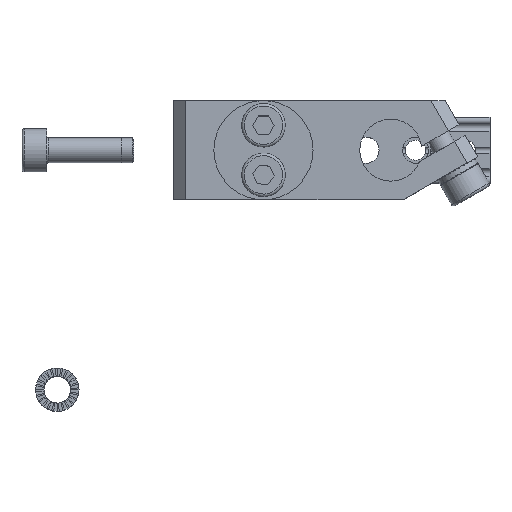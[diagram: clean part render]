
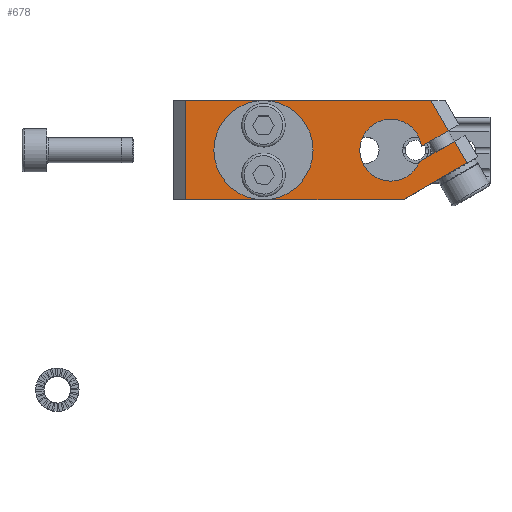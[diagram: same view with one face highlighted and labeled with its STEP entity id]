
A CAD part, top view. The second image highlights one B-rep face of the part: STEP entity #678.
In plain terms, the highlighted planar face has unit normal (0, 0, 1).
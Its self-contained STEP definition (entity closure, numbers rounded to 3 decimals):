
#678 = ADVANCED_FACE( '', ( #1393, #1394 ), #1395, .F. );
#1393 = FACE_BOUND( '', #2129, .T. );
#1394 = FACE_OUTER_BOUND( '', #2130, .T. );
#1395 = PLANE( '', #2131 );
#2129 = EDGE_LOOP( '', ( #4270 ) );
#2130 = EDGE_LOOP( '', ( #4271, #4272, #4273, #4274, #4275, #4276, #4277, #4278, #4279 ) );
#2131 = AXIS2_PLACEMENT_3D( '', #4280, #4281, #4282 );
#4270 = ORIENTED_EDGE( '', *, *, #5078, .F. );
#4271 = ORIENTED_EDGE( '', *, *, #5056, .F. );
#4272 = ORIENTED_EDGE( '', *, *, #5319, .T. );
#4273 = ORIENTED_EDGE( '', *, *, #5475, .F. );
#4274 = ORIENTED_EDGE( '', *, *, #5471, .T. );
#4275 = ORIENTED_EDGE( '', *, *, #5443, .T. );
#4276 = ORIENTED_EDGE( '', *, *, #5429, .F. );
#4277 = ORIENTED_EDGE( '', *, *, #5420, .F. );
#4278 = ORIENTED_EDGE( '', *, *, #5018, .F. );
#4279 = ORIENTED_EDGE( '', *, *, #5360, .T. );
#4280 = CARTESIAN_POINT( '', ( -63., 8., 8. ) );
#4281 = DIRECTION( '', ( 0., 0., -1. ) );
#4282 = DIRECTION( '', ( -1., 0., 0. ) );
#5018 = EDGE_CURVE( '', #6318, #6312, #6320, .T. );
#5056 = EDGE_CURVE( '', #6375, #6377, #6378, .T. );
#5078 = EDGE_CURVE( '', #6410, #6410, #6411, .T. );
#5319 = EDGE_CURVE( '', #6375, #6755, #6757, .T. );
#5360 = EDGE_CURVE( '', #6318, #6377, #6806, .T. );
#5420 = EDGE_CURVE( '', #6312, #6873, #6874, .F. );
#5429 = EDGE_CURVE( '', #6873, #6882, #6885, .T. );
#5443 = EDGE_CURVE( '', #6898, #6882, #6900, .T. );
#5471 = EDGE_CURVE( '', #6928, #6898, #6929, .T. );
#5475 = EDGE_CURVE( '', #6928, #6755, #6934, .T. );
#6312 = VERTEX_POINT( '', #8262 );
#6318 = VERTEX_POINT( '', #8271 );
#6320 = LINE( '', #8274, #8275 );
#6375 = VERTEX_POINT( '', #8354 );
#6377 = VERTEX_POINT( '', #8357 );
#6378 = LINE( '', #8358, #8359 );
#6410 = VERTEX_POINT( '', #8406 );
#6411 = CIRCLE( '', #8407, 6.55 );
#6755 = VERTEX_POINT( '', #8904 );
#6757 = LINE( '', #8907, #8908 );
#6806 = LINE( '', #9008, #9009 );
#6873 = VERTEX_POINT( '', #9099 );
#6874 = CIRCLE( '', #9100, 5. );
#6882 = VERTEX_POINT( '', #9109 );
#6885 = LINE( '', #9114, #9115 );
#6898 = VERTEX_POINT( '', #9132 );
#6900 = LINE( '', #9135, #9136 );
#6928 = VERTEX_POINT( '', #9170 );
#6929 = LINE( '', #9171, #9172 );
#6934 = LINE( '', #9179, #9180 );
#8262 = CARTESIAN_POINT( '', ( 4.959, 0.637, 8. ) );
#8271 = CARTESIAN_POINT( '', ( 9.268, 3.124, 8. ) );
#8274 = CARTESIAN_POINT( '', ( 11., 4.124, 8. ) );
#8275 = VECTOR( '', #9941, 1000. );
#8354 = CARTESIAN_POINT( '', ( -33.1, 8., 8. ) );
#8357 = CARTESIAN_POINT( '', ( 6.453, 8., 8. ) );
#8358 = CARTESIAN_POINT( '', ( -63., 8., 8. ) );
#8359 = VECTOR( '', #9973, 1000. );
#8406 = CARTESIAN_POINT( '', ( -14., 0., 8. ) );
#8407 = AXIS2_PLACEMENT_3D( '', #9992, #9993, #9994 );
#8904 = CARTESIAN_POINT( '', ( -33.1, -8., 8. ) );
#8907 = CARTESIAN_POINT( '', ( -33.1, -8., 8. ) );
#8908 = VECTOR( '', #10332, 1000. );
#9008 = CARTESIAN_POINT( '', ( -10.91, 38.074, 8. ) );
#9009 = VECTOR( '', #10360, 1000. );
#9099 = CARTESIAN_POINT( '', ( 4.643, -1.855, 8. ) );
#9100 = AXIS2_PLACEMENT_3D( '', #10390, #10391, #10392 );
#9109 = CARTESIAN_POINT( '', ( 10.268, 1.392, 8. ) );
#9114 = CARTESIAN_POINT( '', ( 3.34, -2.608, 8. ) );
#9115 = VECTOR( '', #10399, 1000. );
#9132 = CARTESIAN_POINT( '', ( 12.268, -2.072, 8. ) );
#9135 = CARTESIAN_POINT( '', ( -10.91, 38.074, 8. ) );
#9136 = VECTOR( '', #10405, 1000. );
#9170 = CARTESIAN_POINT( '', ( 2., -8., 8. ) );
#9171 = CARTESIAN_POINT( '', ( -39.822, -32.146, 8. ) );
#9172 = VECTOR( '', #10412, 1000. );
#9179 = CARTESIAN_POINT( '', ( 14., -8., 8. ) );
#9180 = VECTOR( '', #10415, 1000. );
#9941 = DIRECTION( '', ( -0.866, -0.5, 0. ) );
#9973 = DIRECTION( '', ( 1., 0., 0. ) );
#9992 = CARTESIAN_POINT( '', ( -20.55, 0., 8. ) );
#9993 = DIRECTION( '', ( 0., 0., 1. ) );
#9994 = DIRECTION( '', ( 1., 0., 0. ) );
#10332 = DIRECTION( '', ( 0., -1., 0. ) );
#10360 = DIRECTION( '', ( -0.5, 0.866, 0. ) );
#10390 = CARTESIAN_POINT( '', ( 0., 0., 8. ) );
#10391 = DIRECTION( '', ( 0., 0., -1. ) );
#10392 = DIRECTION( '', ( -1., 0., 0. ) );
#10399 = DIRECTION( '', ( 0.866, 0.5, 0. ) );
#10405 = DIRECTION( '', ( -0.5, 0.866, 0. ) );
#10412 = DIRECTION( '', ( 0.866, 0.5, 0. ) );
#10415 = DIRECTION( '', ( -1., 0., 0. ) );
